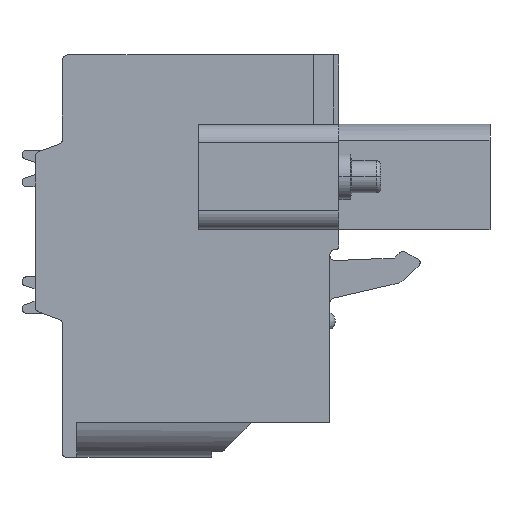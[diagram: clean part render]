
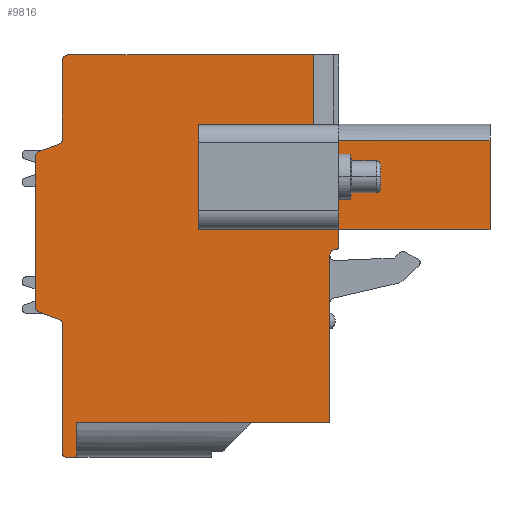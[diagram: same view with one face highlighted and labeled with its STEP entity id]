
A CAD part, front view. The second image highlights one B-rep face of the part: STEP entity #9816.
In plain terms, the highlighted planar face has unit normal (0, -1, 0).
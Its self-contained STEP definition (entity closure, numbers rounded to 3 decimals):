
#1189=DIRECTION('',(-1.,0.,0.));
#1190=VECTOR('',#1189,8.3);
#1191=CARTESIAN_POINT('',(12.481,-30.38,6.775));
#1192=LINE('',#1191,#1190);
#1193=DIRECTION('',(0.,0.,-1.));
#1194=VECTOR('',#1193,4.9);
#1195=CARTESIAN_POINT('',(12.481,-30.38,6.775));
#1196=LINE('',#1195,#1194);
#1197=DIRECTION('',(-1.,0.,0.));
#1198=VECTOR('',#1197,8.3);
#1199=CARTESIAN_POINT('',(12.481,-30.38,1.875));
#1200=LINE('',#1199,#1198);
#1201=DIRECTION('',(0.,0.,-1.));
#1202=VECTOR('',#1201,0.901);
#1203=CARTESIAN_POINT('',(4.181,-30.38,1.875));
#1204=LINE('',#1203,#1202);
#1205=CARTESIAN_POINT('',(3.981,-30.38,0.974));
#1206=DIRECTION('',(0.,1.,0.));
#1207=DIRECTION('',(1.,0.,0.));
#1208=AXIS2_PLACEMENT_3D('',#1205,#1206,#1207);
#1210=CARTESIAN_POINT('',(3.981,-30.38,0.474));
#1211=DIRECTION('',(0.,-1.,0.));
#1212=DIRECTION('',(0.,0.,1.));
#1213=AXIS2_PLACEMENT_3D('',#1210,#1211,#1212);
#1215=DIRECTION('',(-1.,0.,0.));
#1216=VECTOR('',#1215,13.9);
#1217=CARTESIAN_POINT('',(3.681,-30.38,-8.725));
#1218=LINE('',#1217,#1216);
#1219=DIRECTION('',(0.,0.,-1.));
#1220=VECTOR('',#1219,1.9);
#1221=CARTESIAN_POINT('',(-10.219,-30.38,-8.725));
#1222=LINE('',#1221,#1220);
#1223=DIRECTION('',(-1.,0.,0.));
#1224=VECTOR('',#1223,0.6);
#1225=CARTESIAN_POINT('',(-10.219,-30.38,-10.625));
#1226=LINE('',#1225,#1224);
#1227=CARTESIAN_POINT('',(-10.819,-30.38,-10.425));
#1228=DIRECTION('',(0.,1.,0.));
#1229=DIRECTION('',(0.,0.,-1.));
#1230=AXIS2_PLACEMENT_3D('',#1227,#1228,#1229);
#1232=DIRECTION('',(0.,0.,1.));
#1233=VECTOR('',#1232,7.095);
#1234=CARTESIAN_POINT('',(-11.019,-30.38,-10.425));
#1235=LINE('',#1234,#1233);
#1236=CARTESIAN_POINT('',(-11.319,-30.38,-3.33));
#1237=DIRECTION('',(0.,-1.,0.));
#1238=DIRECTION('',(1.,0.,0.));
#1239=AXIS2_PLACEMENT_3D('',#1236,#1237,#1238);
#1241=DIRECTION('',(-0.94,0.,0.342));
#1242=VECTOR('',#1241,1.176);
#1243=CARTESIAN_POINT('',(-11.216,-30.38,-3.048));
#1244=LINE('',#1243,#1242);
#1245=CARTESIAN_POINT('',(-12.219,-30.38,-2.364));
#1246=DIRECTION('',(0.,1.,0.));
#1247=DIRECTION('',(-0.342,0.,-0.94));
#1248=AXIS2_PLACEMENT_3D('',#1245,#1246,#1247);
#1250=DIRECTION('',(0.,0.,1.));
#1251=VECTOR('',#1250,8.238);
#1252=CARTESIAN_POINT('',(-12.519,-30.38,-2.364));
#1253=LINE('',#1252,#1251);
#1254=CARTESIAN_POINT('',(-12.219,-30.38,5.874));
#1255=DIRECTION('',(0.,1.,0.));
#1256=DIRECTION('',(-1.,0.,0.));
#1257=AXIS2_PLACEMENT_3D('',#1254,#1255,#1256);
#1259=DIRECTION('',(0.94,0.,0.342));
#1260=VECTOR('',#1259,1.176);
#1261=CARTESIAN_POINT('',(-12.321,-30.38,6.156));
#1262=LINE('',#1261,#1260);
#1263=CARTESIAN_POINT('',(-11.319,-30.38,6.84));
#1264=DIRECTION('',(0.,-1.,0.));
#1265=DIRECTION('',(0.342,0.,-0.94));
#1266=AXIS2_PLACEMENT_3D('',#1263,#1264,#1265);
#1268=DIRECTION('',(0.,0.,1.));
#1269=VECTOR('',#1268,4.335);
#1270=CARTESIAN_POINT('',(-11.019,-30.38,6.84));
#1271=LINE('',#1270,#1269);
#1272=CARTESIAN_POINT('',(-10.719,-30.38,11.175));
#1273=DIRECTION('',(0.,1.,0.));
#1274=DIRECTION('',(-1.,0.,0.));
#1275=AXIS2_PLACEMENT_3D('',#1272,#1273,#1274);
#1277=DIRECTION('',(1.,0.,0.));
#1278=VECTOR('',#1277,13.5);
#1279=CARTESIAN_POINT('',(-10.719,-30.38,11.475));
#1280=LINE('',#1279,#1278);
#1281=DIRECTION('',(0.,0.,-1.));
#1282=VECTOR('',#1281,3.825);
#1283=CARTESIAN_POINT('',(2.781,-30.38,11.475));
#1284=LINE('',#1283,#1282);
#1285=DIRECTION('',(1.,0.,0.));
#1286=VECTOR('',#1285,6.3);
#1287=CARTESIAN_POINT('',(-3.519,-30.38,7.65));
#1288=LINE('',#1287,#1286);
#1289=DIRECTION('',(0.,0.,1.));
#1290=VECTOR('',#1289,5.75);
#1291=CARTESIAN_POINT('',(-3.519,-30.38,1.9));
#1292=LINE('',#1291,#1290);
#1293=DIRECTION('',(-1.,0.,0.));
#1294=VECTOR('',#1293,6.3);
#1295=CARTESIAN_POINT('',(2.781,-30.38,1.9));
#1296=LINE('',#1295,#1294);
#1297=DIRECTION('',(-1.,0.,0.));
#1298=VECTOR('',#1297,1.4);
#1299=CARTESIAN_POINT('',(4.181,-30.38,1.9));
#1300=LINE('',#1299,#1298);
#1301=DIRECTION('',(0.,0.,-1.));
#1302=VECTOR('',#1301,4.875);
#1303=CARTESIAN_POINT('',(4.181,-30.38,6.775));
#1304=LINE('',#1303,#1302);
#1681=DIRECTION('',(0.,0.,1.));
#1682=VECTOR('',#1681,9.199);
#1683=CARTESIAN_POINT('',(3.681,-30.38,-8.725));
#1684=LINE('',#1683,#1682);
#6591=CARTESIAN_POINT('',(-12.519,-30.38,-2.364));
#6592=CARTESIAN_POINT('',(-12.519,-30.38,5.874));
#6593=VERTEX_POINT('',#6591);
#6594=VERTEX_POINT('',#6592);
#6595=CARTESIAN_POINT('',(-12.321,-30.38,6.156));
#6596=VERTEX_POINT('',#6595);
#6597=CARTESIAN_POINT('',(-11.216,-30.38,6.558));
#6598=VERTEX_POINT('',#6597);
#6599=CARTESIAN_POINT('',(-11.019,-30.38,6.84));
#6600=VERTEX_POINT('',#6599);
#6601=CARTESIAN_POINT('',(-11.019,-30.38,11.175));
#6602=VERTEX_POINT('',#6601);
#6603=CARTESIAN_POINT('',(-10.719,-30.38,11.475));
#6604=VERTEX_POINT('',#6603);
#6605=CARTESIAN_POINT('',(3.681,-30.38,-8.725));
#6606=CARTESIAN_POINT('',(-10.219,-30.38,-8.725));
#6607=VERTEX_POINT('',#6605);
#6608=VERTEX_POINT('',#6606);
#6609=CARTESIAN_POINT('',(-10.219,-30.38,-10.625));
#6610=VERTEX_POINT('',#6609);
#6611=CARTESIAN_POINT('',(-10.819,-30.38,-10.625));
#6612=VERTEX_POINT('',#6611);
#6613=CARTESIAN_POINT('',(-11.019,-30.38,-10.425));
#6614=VERTEX_POINT('',#6613);
#6615=CARTESIAN_POINT('',(-11.019,-30.38,-3.33));
#6616=VERTEX_POINT('',#6615);
#6617=CARTESIAN_POINT('',(-11.216,-30.38,-3.048));
#6618=VERTEX_POINT('',#6617);
#6619=CARTESIAN_POINT('',(-12.321,-30.38,-2.646));
#6620=VERTEX_POINT('',#6619);
#6631=CARTESIAN_POINT('',(4.181,-30.38,0.974));
#6632=CARTESIAN_POINT('',(3.981,-30.38,0.774));
#6633=VERTEX_POINT('',#6631);
#6634=VERTEX_POINT('',#6632);
#6635=CARTESIAN_POINT('',(4.181,-30.38,1.875));
#6636=VERTEX_POINT('',#6635);
#6637=CARTESIAN_POINT('',(3.681,-30.38,0.474));
#6638=VERTEX_POINT('',#6637);
#6639=CARTESIAN_POINT('',(12.481,-30.38,1.875));
#6640=VERTEX_POINT('',#6639);
#7633=CARTESIAN_POINT('',(12.481,-30.38,6.775));
#7635=VERTEX_POINT('',#7633);
#8305=CARTESIAN_POINT('',(-3.519,-30.38,1.9));
#8306=CARTESIAN_POINT('',(-3.519,-30.38,7.65));
#8307=VERTEX_POINT('',#8305);
#8308=VERTEX_POINT('',#8306);
#8319=CARTESIAN_POINT('',(2.781,-30.38,1.9));
#8320=CARTESIAN_POINT('',(2.781,-30.38,7.65));
#8321=VERTEX_POINT('',#8319);
#8322=VERTEX_POINT('',#8320);
#8465=CARTESIAN_POINT('',(2.781,-30.38,11.475));
#8466=VERTEX_POINT('',#8465);
#8468=CARTESIAN_POINT('',(4.181,-30.38,6.775));
#8470=VERTEX_POINT('',#8468);
#8473=CARTESIAN_POINT('',(4.181,-30.38,1.9));
#8474=VERTEX_POINT('',#8473);
#9758=CARTESIAN_POINT('',(0.,-30.38,0.));
#9759=DIRECTION('',(0.,1.,0.));
#9760=DIRECTION('',(1.,0.,0.));
#9761=AXIS2_PLACEMENT_3D('',#9758,#9759,#9760);
#9762=PLANE('',#9761);
#9764=ORIENTED_EDGE('',*,*,#9763,.F.);
#9765=ORIENTED_EDGE('',*,*,#8741,.T.);
#9767=ORIENTED_EDGE('',*,*,#9766,.T.);
#9769=ORIENTED_EDGE('',*,*,#9768,.T.);
#9771=ORIENTED_EDGE('',*,*,#9770,.T.);
#9773=ORIENTED_EDGE('',*,*,#9772,.T.);
#9775=ORIENTED_EDGE('',*,*,#9774,.F.);
#9777=ORIENTED_EDGE('',*,*,#9776,.T.);
#9779=ORIENTED_EDGE('',*,*,#9778,.T.);
#9781=ORIENTED_EDGE('',*,*,#9780,.T.);
#9783=ORIENTED_EDGE('',*,*,#9782,.T.);
#9785=ORIENTED_EDGE('',*,*,#9784,.T.);
#9787=ORIENTED_EDGE('',*,*,#9786,.T.);
#9789=ORIENTED_EDGE('',*,*,#9788,.T.);
#9791=ORIENTED_EDGE('',*,*,#9790,.T.);
#9793=ORIENTED_EDGE('',*,*,#9792,.T.);
#9795=ORIENTED_EDGE('',*,*,#9794,.T.);
#9797=ORIENTED_EDGE('',*,*,#9796,.T.);
#9799=ORIENTED_EDGE('',*,*,#9798,.T.);
#9801=ORIENTED_EDGE('',*,*,#9800,.T.);
#9803=ORIENTED_EDGE('',*,*,#9802,.T.);
#9804=ORIENTED_EDGE('',*,*,#9724,.T.);
#9805=ORIENTED_EDGE('',*,*,#9222,.T.);
#9807=ORIENTED_EDGE('',*,*,#9806,.F.);
#9809=ORIENTED_EDGE('',*,*,#9808,.F.);
#9811=ORIENTED_EDGE('',*,*,#9810,.F.);
#9812=ORIENTED_EDGE('',*,*,#9210,.F.);
#9813=ORIENTED_EDGE('',*,*,#9193,.F.);
#9814=EDGE_LOOP('',(#9764,#9765,#9767,#9769,#9771,#9773,#9775,#9777,#9779,#9781,
#9783,#9785,#9787,#9789,#9791,#9793,#9795,#9797,#9799,#9801,#9803,#9804,#9805,
#9807,#9809,#9811,#9812,#9813));
#9815=FACE_OUTER_BOUND('',#9814,.F.);
#9816=ADVANCED_FACE('',(#9815),#9762,.F.);
#1209=CIRCLE('',#1208,0.2);
#1214=CIRCLE('',#1213,0.3);
#1231=CIRCLE('',#1230,0.2);
#1240=CIRCLE('',#1239,0.3);
#1249=CIRCLE('',#1248,0.3);
#1258=CIRCLE('',#1257,0.3);
#1267=CIRCLE('',#1266,0.3);
#1276=CIRCLE('',#1275,0.3);
#8741=EDGE_CURVE('',#7635,#6640,#1196,.T.);
#9193=EDGE_CURVE('',#8470,#8474,#1304,.T.);
#9210=EDGE_CURVE('',#8474,#8321,#1300,.T.);
#9222=EDGE_CURVE('',#8466,#8322,#1284,.T.);
#9724=EDGE_CURVE('',#6604,#8466,#1280,.T.);
#9763=EDGE_CURVE('',#7635,#8470,#1192,.T.);
#9766=EDGE_CURVE('',#6640,#6636,#1200,.T.);
#9768=EDGE_CURVE('',#6636,#6633,#1204,.T.);
#9770=EDGE_CURVE('',#6633,#6634,#1209,.T.);
#9772=EDGE_CURVE('',#6634,#6638,#1214,.T.);
#9774=EDGE_CURVE('',#6607,#6638,#1684,.T.);
#9776=EDGE_CURVE('',#6607,#6608,#1218,.T.);
#9778=EDGE_CURVE('',#6608,#6610,#1222,.T.);
#9780=EDGE_CURVE('',#6610,#6612,#1226,.T.);
#9782=EDGE_CURVE('',#6612,#6614,#1231,.T.);
#9784=EDGE_CURVE('',#6614,#6616,#1235,.T.);
#9786=EDGE_CURVE('',#6616,#6618,#1240,.T.);
#9788=EDGE_CURVE('',#6618,#6620,#1244,.T.);
#9790=EDGE_CURVE('',#6620,#6593,#1249,.T.);
#9792=EDGE_CURVE('',#6593,#6594,#1253,.T.);
#9794=EDGE_CURVE('',#6594,#6596,#1258,.T.);
#9796=EDGE_CURVE('',#6596,#6598,#1262,.T.);
#9798=EDGE_CURVE('',#6598,#6600,#1267,.T.);
#9800=EDGE_CURVE('',#6600,#6602,#1271,.T.);
#9802=EDGE_CURVE('',#6602,#6604,#1276,.T.);
#9806=EDGE_CURVE('',#8308,#8322,#1288,.T.);
#9808=EDGE_CURVE('',#8307,#8308,#1292,.T.);
#9810=EDGE_CURVE('',#8321,#8307,#1296,.T.);
